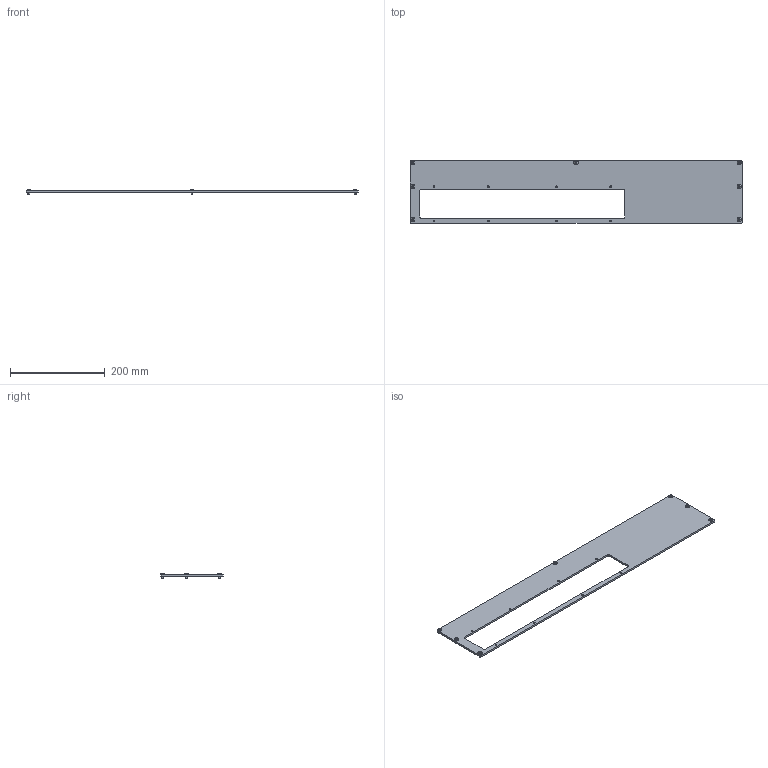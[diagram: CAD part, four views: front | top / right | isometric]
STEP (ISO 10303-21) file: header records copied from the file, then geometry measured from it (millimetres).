
FILE_DESCRIPTION (( 'STEP AP214' ), '1' );
FILE_NAME ('INGUN_114020.STEP', '2022-10-18T13:24:53', ( '' ), ( '' ), 'SwSTEP 2.0', 'SolidWorks 2021', '' );
FILE_SCHEMA (( 'AUTOMOTIVE_DESIGN' ));
Length unit declared in the file: millimetre
Products named in the file (4): 114021~0_S; INGUN_114020; DIN125~n_04,3 M04,0; ISO7380~n_M04,0x010
Assembly tree (15 placements, depth 2):
  INGUN_114020
    114021~0_S
    DIN125~n_04,3 M04,0  x7
    ISO7380~n_M04,0x010  x7
Bounding box: 700 x 132.5 x 12.2 mm (x, y, z)
Volume: 263314.8 mm3; surface area: 144898.3 mm2
Topology: 15 solids, 15 shells, 293 faces, 719 edges, 470 vertices
Faces by surface type: cylinder 209, plane 56, cone 14, torus 14
Entity records: 3141 total; most frequent: DIRECTION 547, CARTESIAN_POINT 468, ORIENTED_EDGE 442, AXIS2_PLACEMENT_3D 225, EDGE_CURVE 221, VERTEX_POINT 146, CIRCLE 124, EDGE_LOOP 119
